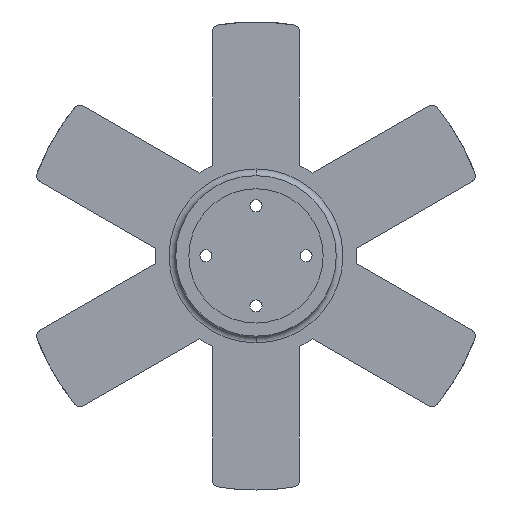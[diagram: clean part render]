
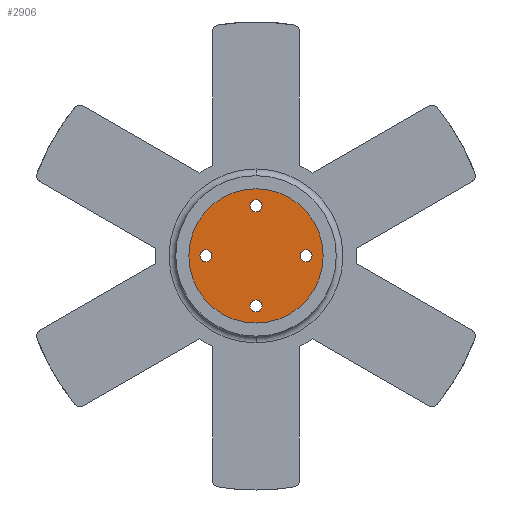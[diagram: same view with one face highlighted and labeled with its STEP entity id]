
A CAD part, front view. The second image highlights one B-rep face of the part: STEP entity #2906.
In plain terms, the highlighted planar face has unit normal (0, -1, 0).
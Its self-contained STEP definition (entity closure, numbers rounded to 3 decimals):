
#58 = CIRCLE ( 'NONE', #1338, 4.5 ) ;
#87 = VERTEX_POINT ( 'NONE', #2175 ) ;
#98 = DIRECTION ( 'NONE',  ( 0., 0., 1. ) ) ;
#118 = CARTESIAN_POINT ( 'NONE',  ( 0., 15.318, 37.4 ) ) ;
#143 = DIRECTION ( 'NONE',  ( 0., 0., 1. ) ) ;
#155 = EDGE_CURVE ( 'NONE', #363, #87, #58, .T. ) ;
#157 = VERTEX_POINT ( 'NONE', #620 ) ;
#172 = EDGE_CURVE ( 'NONE', #1066, #2257, #1016, .T. ) ;
#185 = CARTESIAN_POINT ( 'NONE',  ( 0., 15.318, 41.9 ) ) ;
#213 = CARTESIAN_POINT ( 'NONE',  ( 0., 15.318, 0. ) ) ;
#218 = CIRCLE ( 'NONE', #3115, 4.5 ) ;
#332 = ORIENTED_EDGE ( 'NONE', *, *, #2800, .T. ) ;
#337 = DIRECTION ( 'NONE',  ( 0., 0., 1. ) ) ;
#351 = DIRECTION ( 'NONE',  ( 0., 1., 0. ) ) ;
#363 = VERTEX_POINT ( 'NONE', #2059 ) ;
#406 = CARTESIAN_POINT ( 'NONE',  ( 37.4, 15.318, 0. ) ) ;
#529 = CIRCLE ( 'NONE', #2342, 50.2 ) ;
#535 = FACE_BOUND ( 'NONE', #2020, .T. ) ;
#601 = VERTEX_POINT ( 'NONE', #2759 ) ;
#620 = CARTESIAN_POINT ( 'NONE',  ( 0., 15.318, 50.2 ) ) ;
#641 = DIRECTION ( 'NONE',  ( 0., -1., 0. ) ) ;
#666 = CIRCLE ( 'NONE', #2901, 4.5 ) ;
#729 = CARTESIAN_POINT ( 'NONE',  ( -37.4, 15.318, 0. ) ) ;
#766 = ORIENTED_EDGE ( 'NONE', *, *, #1375, .T. ) ;
#797 = CARTESIAN_POINT ( 'NONE',  ( 37.4, 15.318, -4.5 ) ) ;
#853 = FACE_OUTER_BOUND ( 'NONE', #2371, .T. ) ;
#986 = CIRCLE ( 'NONE', #2766, 4.5 ) ;
#998 = CARTESIAN_POINT ( 'NONE',  ( 0., 15.318, -50.2 ) ) ;
#1016 = CIRCLE ( 'NONE', #3222, 4.5 ) ;
#1027 = DIRECTION ( 'NONE',  ( 0., 0., 1. ) ) ;
#1036 = DIRECTION ( 'NONE',  ( 0., 1., 0. ) ) ;
#1066 = VERTEX_POINT ( 'NONE', #3263 ) ;
#1157 = AXIS2_PLACEMENT_3D ( 'NONE', #2992, #3269, #2718 ) ;
#1203 = CARTESIAN_POINT ( 'NONE',  ( 0., 15.318, -37.4 ) ) ;
#1233 = FACE_BOUND ( 'NONE', #1286, .T. ) ;
#1241 = CIRCLE ( 'NONE', #1157, 50.2 ) ;
#1263 = ORIENTED_EDGE ( 'NONE', *, *, #1369, .T. ) ;
#1286 = EDGE_LOOP ( 'NONE', ( #1463, #766 ) ) ;
#1338 = AXIS2_PLACEMENT_3D ( 'NONE', #2535, #351, #3378 ) ;
#1369 = EDGE_CURVE ( 'NONE', #601, #1842, #2098, .T. ) ;
#1375 = EDGE_CURVE ( 'NONE', #3517, #3210, #986, .T. ) ;
#1417 = DIRECTION ( 'NONE',  ( 0., 0., 1. ) ) ;
#1463 = ORIENTED_EDGE ( 'NONE', *, *, #2576, .T. ) ;
#1678 = DIRECTION ( 'NONE',  ( 0., 1., 0. ) ) ;
#1686 = EDGE_LOOP ( 'NONE', ( #3516, #332 ) ) ;
#1750 = DIRECTION ( 'NONE',  ( 0., 1., 0. ) ) ;
#1842 = VERTEX_POINT ( 'NONE', #185 ) ;
#1854 = VERTEX_POINT ( 'NONE', #998 ) ;
#1942 = EDGE_CURVE ( 'NONE', #1854, #157, #1241, .T. ) ;
#1949 = CARTESIAN_POINT ( 'NONE',  ( 0., 15.318, 37.4 ) ) ;
#1959 = CIRCLE ( 'NONE', #2065, 4.5 ) ;
#1982 = ORIENTED_EDGE ( 'NONE', *, *, #3242, .T. ) ;
#1998 = CARTESIAN_POINT ( 'NONE',  ( -37.4, 15.318, 0. ) ) ;
#2020 = EDGE_LOOP ( 'NONE', ( #2570, #2484 ) ) ;
#2059 = CARTESIAN_POINT ( 'NONE',  ( 0., 15.318, -32.9 ) ) ;
#2065 = AXIS2_PLACEMENT_3D ( 'NONE', #1203, #3099, #2572 ) ;
#2089 = CARTESIAN_POINT ( 'NONE',  ( 37.4, 15.318, 0. ) ) ;
#2098 = CIRCLE ( 'NONE', #3497, 4.5 ) ;
#2167 = FACE_BOUND ( 'NONE', #2388, .T. ) ;
#2175 = CARTESIAN_POINT ( 'NONE',  ( 0., 15.318, -41.9 ) ) ;
#2257 = VERTEX_POINT ( 'NONE', #2283 ) ;
#2283 = CARTESIAN_POINT ( 'NONE',  ( -37.4, 15.318, -4.5 ) ) ;
#2302 = DIRECTION ( 'NONE',  ( 0., 1., 0. ) ) ;
#2317 = EDGE_CURVE ( 'NONE', #87, #363, #1959, .T. ) ;
#2342 = AXIS2_PLACEMENT_3D ( 'NONE', #3361, #641, #98 ) ;
#2371 = EDGE_LOOP ( 'NONE', ( #1982, #2957 ) ) ;
#2388 = EDGE_LOOP ( 'NONE', ( #3297, #1263 ) ) ;
#2484 = ORIENTED_EDGE ( 'NONE', *, *, #2317, .T. ) ;
#2535 = CARTESIAN_POINT ( 'NONE',  ( 0., 15.318, -37.4 ) ) ;
#2570 = ORIENTED_EDGE ( 'NONE', *, *, #155, .T. ) ;
#2572 = DIRECTION ( 'NONE',  ( 0., 0., 1. ) ) ;
#2576 = EDGE_CURVE ( 'NONE', #3210, #3517, #3399, .T. ) ;
#2615 = AXIS2_PLACEMENT_3D ( 'NONE', #406, #1036, #3217 ) ;
#2646 = DIRECTION ( 'NONE',  ( 0., 1., 0. ) ) ;
#2718 = DIRECTION ( 'NONE',  ( 0., 0., 1. ) ) ;
#2759 = CARTESIAN_POINT ( 'NONE',  ( 0., 15.318, 32.9 ) ) ;
#2766 = AXIS2_PLACEMENT_3D ( 'NONE', #2089, #2646, #143 ) ;
#2800 = EDGE_CURVE ( 'NONE', #2257, #1066, #666, .T. ) ;
#2804 = FACE_BOUND ( 'NONE', #1686, .T. ) ;
#2879 = DIRECTION ( 'NONE',  ( 0., 1., 0. ) ) ;
#2901 = AXIS2_PLACEMENT_3D ( 'NONE', #729, #2879, #3419 ) ;
#2906 = ADVANCED_FACE ( 'NONE', ( #2804, #535, #1233, #2167, #853 ), #2930, .F. ) ;
#2912 = DIRECTION ( 'NONE',  ( 0., 0., 1. ) ) ;
#2930 = PLANE ( 'NONE',  #3183 ) ;
#2957 = ORIENTED_EDGE ( 'NONE', *, *, #1942, .T. ) ;
#2992 = CARTESIAN_POINT ( 'NONE',  ( 0., 15.318, 0. ) ) ;
#3056 = CARTESIAN_POINT ( 'NONE',  ( 37.4, 15.318, 4.5 ) ) ;
#3099 = DIRECTION ( 'NONE',  ( 0., 1., 0. ) ) ;
#3115 = AXIS2_PLACEMENT_3D ( 'NONE', #1949, #1678, #1417 ) ;
#3167 = EDGE_CURVE ( 'NONE', #1842, #601, #218, .T. ) ;
#3183 = AXIS2_PLACEMENT_3D ( 'NONE', #213, #3196, #1027 ) ;
#3196 = DIRECTION ( 'NONE',  ( 0., 1., 0. ) ) ;
#3210 = VERTEX_POINT ( 'NONE', #3056 ) ;
#3217 = DIRECTION ( 'NONE',  ( 0., 0., 1. ) ) ;
#3222 = AXIS2_PLACEMENT_3D ( 'NONE', #1998, #1750, #337 ) ;
#3242 = EDGE_CURVE ( 'NONE', #157, #1854, #529, .T. ) ;
#3263 = CARTESIAN_POINT ( 'NONE',  ( -37.4, 15.318, 4.5 ) ) ;
#3269 = DIRECTION ( 'NONE',  ( 0., -1., 0. ) ) ;
#3297 = ORIENTED_EDGE ( 'NONE', *, *, #3167, .T. ) ;
#3361 = CARTESIAN_POINT ( 'NONE',  ( 0., 15.318, 0. ) ) ;
#3378 = DIRECTION ( 'NONE',  ( 0., 0., 1. ) ) ;
#3399 = CIRCLE ( 'NONE', #2615, 4.5 ) ;
#3419 = DIRECTION ( 'NONE',  ( 0., 0., 1. ) ) ;
#3497 = AXIS2_PLACEMENT_3D ( 'NONE', #118, #2302, #2912 ) ;
#3516 = ORIENTED_EDGE ( 'NONE', *, *, #172, .T. ) ;
#3517 = VERTEX_POINT ( 'NONE', #797 ) ;
